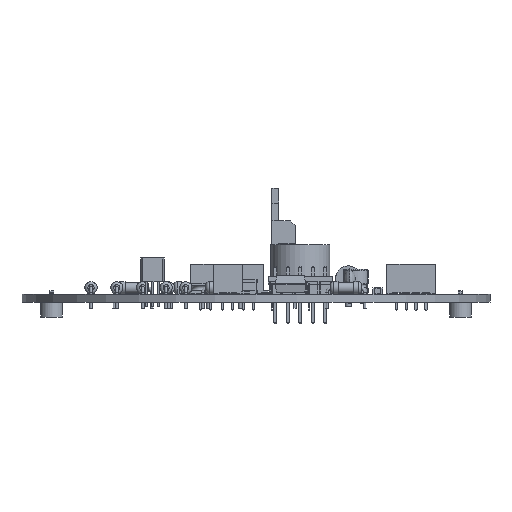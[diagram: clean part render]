
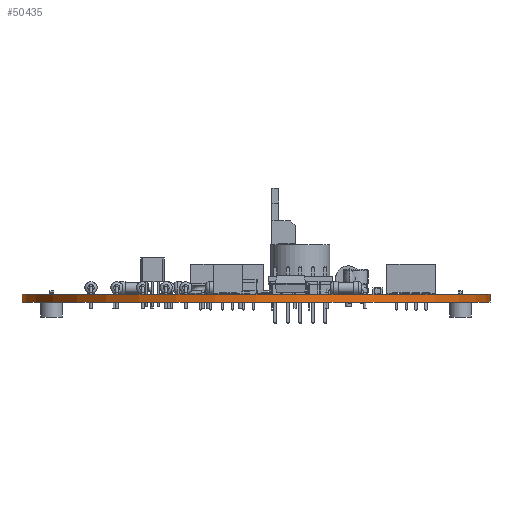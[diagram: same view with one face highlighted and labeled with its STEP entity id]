
A CAD part, front view. The second image highlights one B-rep face of the part: STEP entity #50435.
In plain terms, the highlighted cylindrical face has radius 47.5 mm (diameter 95 mm), a full revolution.
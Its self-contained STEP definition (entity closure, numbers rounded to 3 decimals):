
#50435 = ADVANCED_FACE('',(#50436),#50463,.T.);
#50436 = FACE_BOUND('',#50437,.F.);
#50437 = EDGE_LOOP('',(#50438,#50448,#50455,#50456));
#50438 = ORIENTED_EDGE('',*,*,#50439,.T.);
#50439 = EDGE_CURVE('',#50440,#50442,#50444,.T.);
#50440 = VERTEX_POINT('',#50441);
#50441 = CARTESIAN_POINT('',(197.5,-100.,0.));
#50442 = VERTEX_POINT('',#50443);
#50443 = CARTESIAN_POINT('',(197.5,-100.,1.6));
#50444 = LINE('',#50445,#50446);
#50445 = CARTESIAN_POINT('',(197.5,-100.,0.));
#50446 = VECTOR('',#50447,1.);
#50447 = DIRECTION('',(0.,0.,1.));
#50448 = ORIENTED_EDGE('',*,*,#50449,.T.);
#50449 = EDGE_CURVE('',#50442,#50442,#50450,.T.);
#50450 = CIRCLE('',#50451,47.5);
#50451 = AXIS2_PLACEMENT_3D('',#50452,#50453,#50454);
#50452 = CARTESIAN_POINT('',(150.,-100.,1.6));
#50453 = DIRECTION('',(0.,0.,1.));
#50454 = DIRECTION('',(1.,0.,-0.));
#50455 = ORIENTED_EDGE('',*,*,#50439,.F.);
#50456 = ORIENTED_EDGE('',*,*,#50457,.F.);
#50457 = EDGE_CURVE('',#50440,#50440,#50458,.T.);
#50458 = CIRCLE('',#50459,47.5);
#50459 = AXIS2_PLACEMENT_3D('',#50460,#50461,#50462);
#50460 = CARTESIAN_POINT('',(150.,-100.,0.));
#50461 = DIRECTION('',(0.,0.,1.));
#50462 = DIRECTION('',(1.,0.,-0.));
#50463 = CYLINDRICAL_SURFACE('',#50464,47.5);
#50464 = AXIS2_PLACEMENT_3D('',#50465,#50466,#50467);
#50465 = CARTESIAN_POINT('',(150.,-100.,0.));
#50466 = DIRECTION('',(-0.,-0.,-1.));
#50467 = DIRECTION('',(1.,0.,-0.));
